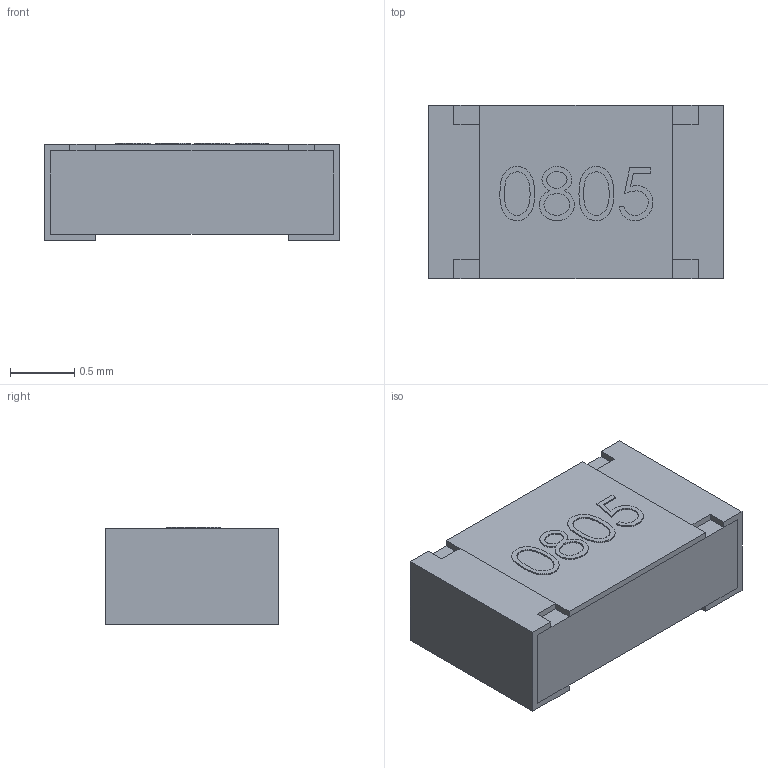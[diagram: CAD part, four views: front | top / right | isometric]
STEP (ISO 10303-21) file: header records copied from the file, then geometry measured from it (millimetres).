
FILE_DESCRIPTION(('FreeCAD Model'),'2;1');
FILE_NAME( 'R_0805.step', '2016-08-10T18:39:02',('Author'),(''), 'Open CASCADE STEP processor 6.8','FreeCAD','Unknown');
FILE_SCHEMA(('AUTOMOTIVE_DESIGN_CC2 { 1 2 10303 214 -1 1 5 4 }'));
Length unit declared in the file: millimetre
Products named in the file (2): ASSEMBLY; R_0805
Assembly tree (1 placements, depth 2):
  ASSEMBLY
    R_0805
Bounding box: 2.3 x 1.35 x 0.76 mm (x, y, z)
Volume: 2.2 mm3; surface area: 11.8 mm2
Topology: 1 solids, 1 shells, 91 faces, 235 edges, 154 vertices
Faces by surface type: plane 48, bspline 43
Entity records: 12536 total; most frequent: CARTESIAN_POINT 7703, DIRECTION 547, ORIENTED_EDGE 470, PCURVE 470, DEFINITIONAL_REPRESENTATION 470, LINE 447, VECTOR 447, B_SPLINE_CURVE_WITH_KNOTS 258
